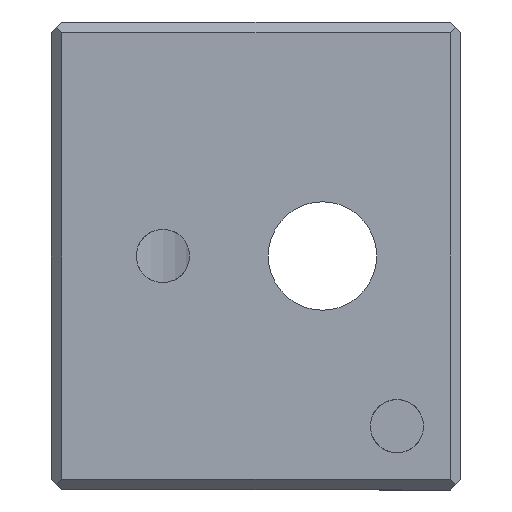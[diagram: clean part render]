
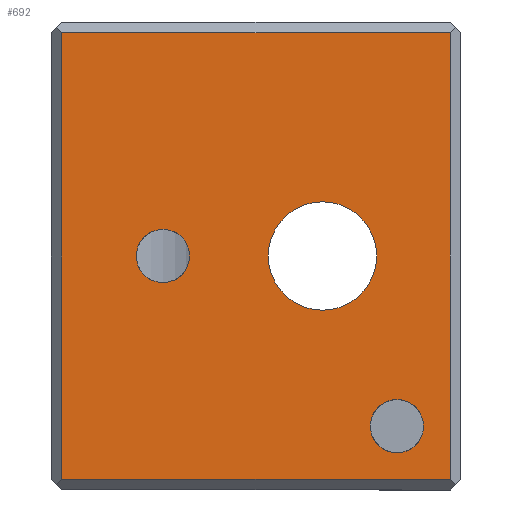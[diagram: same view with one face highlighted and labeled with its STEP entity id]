
A CAD part, front view. The second image highlights one B-rep face of the part: STEP entity #692.
In plain terms, the highlighted planar face has unit normal (0, -1, 0).
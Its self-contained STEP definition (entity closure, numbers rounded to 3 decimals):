
#7 = ORIENTED_EDGE ( 'NONE', *, *, #1123, .T. ) ;
#11 = CIRCLE ( 'NONE', #1165, 1.25 ) ;
#39 = VERTEX_POINT ( 'NONE', #376 ) ;
#44 = CARTESIAN_POINT ( 'NONE',  ( -7.5, -5.5, 1.25 ) ) ;
#56 = LINE ( 'NONE', #288, #984 ) ;
#81 = DIRECTION ( 'NONE',  ( 0., -1., 0. ) ) ;
#86 = ORIENTED_EDGE ( 'NONE', *, *, #1067, .T. ) ;
#87 = AXIS2_PLACEMENT_3D ( 'NONE', #1158, #507, #1060 ) ;
#88 = CARTESIAN_POINT ( 'NONE',  ( 6., -5.5, -10.5 ) ) ;
#96 = EDGE_CURVE ( 'NONE', #185, #278, #370, .T. ) ;
#99 = DIRECTION ( 'NONE',  ( 0., 1., 0. ) ) ;
#102 = EDGE_CURVE ( 'NONE', #39, #1058, #383, .T. ) ;
#115 = EDGE_CURVE ( 'NONE', #537, #388, #766, .T. ) ;
#138 = AXIS2_PLACEMENT_3D ( 'NONE', #755, #99, #662 ) ;
#139 = EDGE_LOOP ( 'NONE', ( #86, #357 ) ) ;
#142 = CARTESIAN_POINT ( 'NONE',  ( 0., -5.5, 0. ) ) ;
#185 = VERTEX_POINT ( 'NONE', #299 ) ;
#218 = DIRECTION ( 'NONE',  ( 0., -1., 0. ) ) ;
#227 = EDGE_LOOP ( 'NONE', ( #668, #1083 ) ) ;
#228 = FACE_BOUND ( 'NONE', #1156, .T. ) ;
#243 = CARTESIAN_POINT ( 'NONE',  ( 0., -5.5, 2.55 ) ) ;
#274 = VERTEX_POINT ( 'NONE', #44 ) ;
#278 = VERTEX_POINT ( 'NONE', #510 ) ;
#279 = AXIS2_PLACEMENT_3D ( 'NONE', #685, #305, #776 ) ;
#281 = FACE_BOUND ( 'NONE', #227, .T. ) ;
#288 = CARTESIAN_POINT ( 'NONE',  ( 6., -5.5, 11. ) ) ;
#299 = CARTESIAN_POINT ( 'NONE',  ( 3.5, -5.5, -9.25 ) ) ;
#300 = CARTESIAN_POINT ( 'NONE',  ( -7.5, -5.5, 0. ) ) ;
#305 = DIRECTION ( 'NONE',  ( 0., -1., 0. ) ) ;
#311 = CARTESIAN_POINT ( 'NONE',  ( -12.25, -5.5, -10.5 ) ) ;
#325 = ORIENTED_EDGE ( 'NONE', *, *, #115, .T. ) ;
#357 = ORIENTED_EDGE ( 'NONE', *, *, #102, .T. ) ;
#370 = CIRCLE ( 'NONE', #652, 1.25 ) ;
#376 = CARTESIAN_POINT ( 'NONE',  ( 0., -5.5, -2.55 ) ) ;
#383 = CIRCLE ( 'NONE', #87, 2.55 ) ;
#388 = VERTEX_POINT ( 'NONE', #311 ) ;
#398 = DIRECTION ( 'NONE',  ( 1., 0., 0. ) ) ;
#428 = VECTOR ( 'NONE', #398, 1000. ) ;
#456 = DIRECTION ( 'NONE',  ( -1., 0., 0. ) ) ;
#467 = EDGE_CURVE ( 'NONE', #278, #185, #902, .T. ) ;
#483 = FACE_BOUND ( 'NONE', #139, .T. ) ;
#494 = AXIS2_PLACEMENT_3D ( 'NONE', #142, #708, #977 ) ;
#507 = DIRECTION ( 'NONE',  ( 0., 1., 0. ) ) ;
#510 = CARTESIAN_POINT ( 'NONE',  ( 3.5, -5.5, -6.75 ) ) ;
#512 = FACE_OUTER_BOUND ( 'NONE', #796, .T. ) ;
#532 = EDGE_CURVE ( 'NONE', #914, #537, #842, .T. ) ;
#537 = VERTEX_POINT ( 'NONE', #827 ) ;
#550 = ORIENTED_EDGE ( 'NONE', *, *, #96, .F. ) ;
#552 = DIRECTION ( 'NONE',  ( 0., 0., -1. ) ) ;
#599 = VECTOR ( 'NONE', #456, 1000. ) ;
#614 = CIRCLE ( 'NONE', #494, 2.55 ) ;
#644 = EDGE_CURVE ( 'NONE', #1037, #274, #11, .T. ) ;
#652 = AXIS2_PLACEMENT_3D ( 'NONE', #666, #1121, #1042 ) ;
#662 = DIRECTION ( 'NONE',  ( 0., 0., 1. ) ) ;
#666 = CARTESIAN_POINT ( 'NONE',  ( 3.5, -5.5, -8. ) ) ;
#667 = ORIENTED_EDGE ( 'NONE', *, *, #467, .F. ) ;
#668 = ORIENTED_EDGE ( 'NONE', *, *, #644, .F. ) ;
#685 = CARTESIAN_POINT ( 'NONE',  ( 3.5, -5.5, -8. ) ) ;
#692 = ADVANCED_FACE ( 'NONE', ( #228, #281, #512, #483 ), #937, .F. ) ;
#708 = DIRECTION ( 'NONE',  ( 0., 1., 0. ) ) ;
#716 = ORIENTED_EDGE ( 'NONE', *, *, #532, .T. ) ;
#735 = CARTESIAN_POINT ( 'NONE',  ( -7.5, -5.5, -1.25 ) ) ;
#752 = VERTEX_POINT ( 'NONE', #88 ) ;
#755 = CARTESIAN_POINT ( 'NONE',  ( -12.75, -5.5, 11. ) ) ;
#766 = LINE ( 'NONE', #944, #794 ) ;
#776 = DIRECTION ( 'NONE',  ( 0., 0., -1. ) ) ;
#784 = CARTESIAN_POINT ( 'NONE',  ( -7.5, -5.5, 0. ) ) ;
#794 = VECTOR ( 'NONE', #965, 1000. ) ;
#796 = EDGE_LOOP ( 'NONE', ( #7, #933, #716, #325 ) ) ;
#827 = CARTESIAN_POINT ( 'NONE',  ( -12.25, -5.5, 10.5 ) ) ;
#831 = EDGE_CURVE ( 'NONE', #752, #914, #56, .T. ) ;
#842 = LINE ( 'NONE', #1204, #599 ) ;
#857 = EDGE_CURVE ( 'NONE', #274, #1037, #1205, .T. ) ;
#893 = AXIS2_PLACEMENT_3D ( 'NONE', #300, #81, #552 ) ;
#902 = CIRCLE ( 'NONE', #279, 1.25 ) ;
#914 = VERTEX_POINT ( 'NONE', #1022 ) ;
#933 = ORIENTED_EDGE ( 'NONE', *, *, #831, .T. ) ;
#937 = PLANE ( 'NONE',  #138 ) ;
#944 = CARTESIAN_POINT ( 'NONE',  ( -12.25, -5.5, 11. ) ) ;
#965 = DIRECTION ( 'NONE',  ( 0., 0., -1. ) ) ;
#977 = DIRECTION ( 'NONE',  ( 0., 0., 1. ) ) ;
#984 = VECTOR ( 'NONE', #1036, 1000. ) ;
#1022 = CARTESIAN_POINT ( 'NONE',  ( 6., -5.5, 10.5 ) ) ;
#1036 = DIRECTION ( 'NONE',  ( 0., 0., 1. ) ) ;
#1037 = VERTEX_POINT ( 'NONE', #735 ) ;
#1042 = DIRECTION ( 'NONE',  ( 0., 0., -1. ) ) ;
#1043 = CARTESIAN_POINT ( 'NONE',  ( -12.75, -5.5, -10.5 ) ) ;
#1058 = VERTEX_POINT ( 'NONE', #243 ) ;
#1060 = DIRECTION ( 'NONE',  ( 0., 0., 1. ) ) ;
#1067 = EDGE_CURVE ( 'NONE', #1058, #39, #614, .T. ) ;
#1083 = ORIENTED_EDGE ( 'NONE', *, *, #857, .F. ) ;
#1121 = DIRECTION ( 'NONE',  ( 0., -1., 0. ) ) ;
#1123 = EDGE_CURVE ( 'NONE', #388, #752, #1196, .T. ) ;
#1148 = DIRECTION ( 'NONE',  ( 0., 0., -1. ) ) ;
#1156 = EDGE_LOOP ( 'NONE', ( #550, #667 ) ) ;
#1158 = CARTESIAN_POINT ( 'NONE',  ( 0., -5.5, 0. ) ) ;
#1165 = AXIS2_PLACEMENT_3D ( 'NONE', #784, #218, #1148 ) ;
#1196 = LINE ( 'NONE', #1043, #428 ) ;
#1204 = CARTESIAN_POINT ( 'NONE',  ( -12.75, -5.5, 10.5 ) ) ;
#1205 = CIRCLE ( 'NONE', #893, 1.25 ) ;
